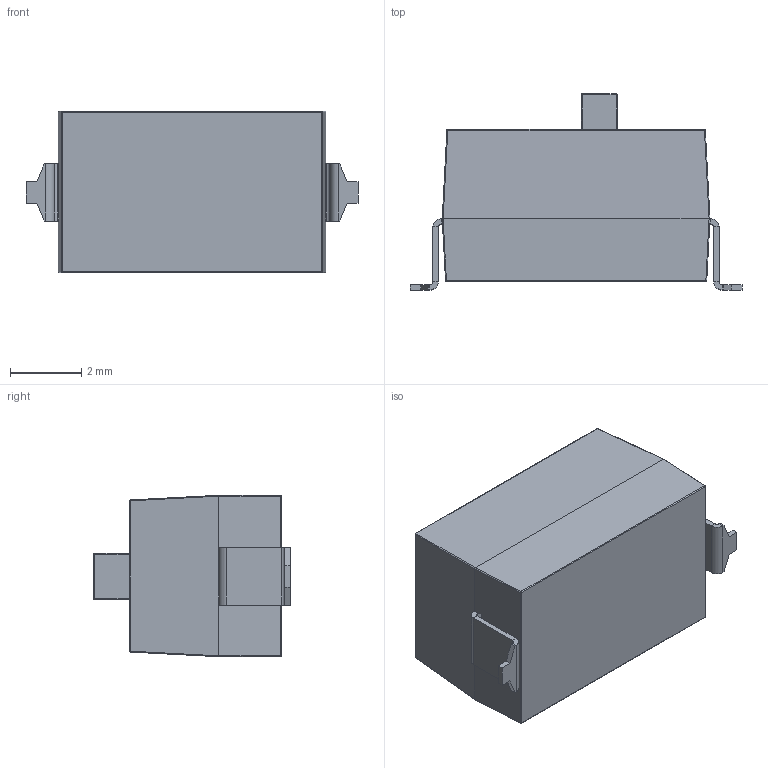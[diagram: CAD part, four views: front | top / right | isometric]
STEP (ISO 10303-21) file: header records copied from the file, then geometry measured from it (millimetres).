
FILE_DESCRIPTION((''),'2;1');
FILE_NAME('SDA01H1S_SW0001_PRT','2013-11-07T',('jtrepler'),(''),'PRO/ENGINEER BY PARAMETRIC TECHNOLOGY CORPORATION, 2011410','PRO/ENGINEER BY PARAMETRIC TECHNOLOGY CORPORATION, 2011410','');
FILE_SCHEMA(('AUTOMOTIVE_DESIGN_CC2 { 1 2 10303 214 -1 1 5 2 }'));
Length unit declared in the file: inch
Products named in the file (1): SDA01H1S_SW0001_PRT
Bounding box: 9.3 x 5.5 x 4.52 mm (x, y, z)
Volume: 139.7 mm3; surface area: 216.1 mm2
Topology: 1 solids, 1 shells, 306 faces, 793 edges, 500 vertices
Faces by surface type: plane 262, cylinder 32, sphere 12
Entity records: 11305 total; most frequent: CARTESIAN_POINT 1641, ORIENTED_EDGE 1586, DIRECTION 1455, EDGE_CURVE 793, VECTOR 731, LINE 731, VERTEX_POINT 500, AXIS2_PLACEMENT_3D 362
